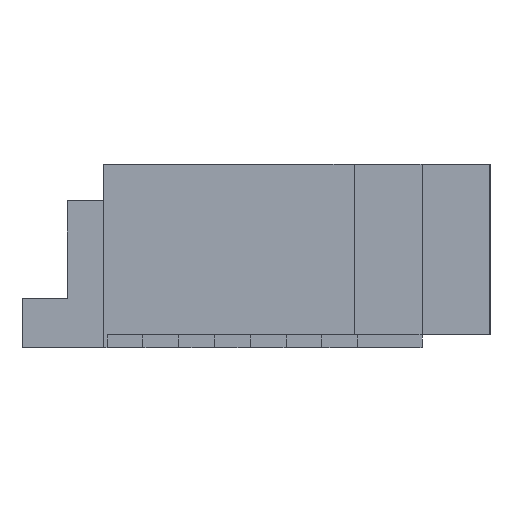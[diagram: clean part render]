
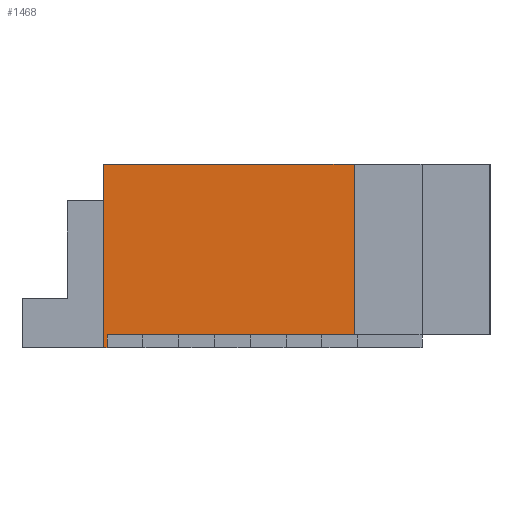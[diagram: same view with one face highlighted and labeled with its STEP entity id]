
A CAD part, left-side view. The second image highlights one B-rep face of the part: STEP entity #1468.
In plain terms, the highlighted planar face has unit normal (-1, 0, 0).
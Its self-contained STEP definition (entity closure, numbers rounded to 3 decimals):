
#370 = VERTEX_POINT('',#371);
#371 = CARTESIAN_POINT('',(-7.935,0.8,2.56));
#377 = EDGE_CURVE('',#370,#378,#380,.T.);
#378 = VERTEX_POINT('',#379);
#379 = CARTESIAN_POINT('',(-7.935,-2.7,2.56));
#380 = LINE('',#381,#382);
#381 = CARTESIAN_POINT('',(-7.935,0.8,2.56));
#382 = VECTOR('',#383,1.);
#383 = DIRECTION('',(0.,-1.,0.));
#1298 = EDGE_CURVE('',#1299,#370,#1301,.T.);
#1299 = VERTEX_POINT('',#1300);
#1300 = CARTESIAN_POINT('',(-7.935,0.8,0.));
#1301 = LINE('',#1302,#1303);
#1302 = CARTESIAN_POINT('',(-7.935,0.8,0.));
#1303 = VECTOR('',#1304,1.);
#1304 = DIRECTION('',(0.,0.,1.));
#1468 = ADVANCED_FACE('',(#1469),#1503,.F.);
#1469 = FACE_BOUND('',#1470,.F.);
#1470 = EDGE_LOOP('',(#1471,#1479,#1480,#1481,#1489,#1497));
#1471 = ORIENTED_EDGE('',*,*,#1472,.F.);
#1472 = EDGE_CURVE('',#1299,#1473,#1475,.T.);
#1473 = VERTEX_POINT('',#1474);
#1474 = CARTESIAN_POINT('',(-7.935,0.75,0.));
#1475 = LINE('',#1476,#1477);
#1476 = CARTESIAN_POINT('',(-7.935,0.8,0.));
#1477 = VECTOR('',#1478,1.);
#1478 = DIRECTION('',(0.,-1.,0.));
#1479 = ORIENTED_EDGE('',*,*,#1298,.T.);
#1480 = ORIENTED_EDGE('',*,*,#377,.T.);
#1481 = ORIENTED_EDGE('',*,*,#1482,.F.);
#1482 = EDGE_CURVE('',#1483,#378,#1485,.T.);
#1483 = VERTEX_POINT('',#1484);
#1484 = CARTESIAN_POINT('',(-7.935,-2.7,0.18));
#1485 = LINE('',#1486,#1487);
#1486 = CARTESIAN_POINT('',(-7.935,-2.7,0.));
#1487 = VECTOR('',#1488,1.);
#1488 = DIRECTION('',(0.,0.,1.));
#1489 = ORIENTED_EDGE('',*,*,#1490,.F.);
#1490 = EDGE_CURVE('',#1491,#1483,#1493,.T.);
#1491 = VERTEX_POINT('',#1492);
#1492 = CARTESIAN_POINT('',(-7.935,0.75,0.18));
#1493 = LINE('',#1494,#1495);
#1494 = CARTESIAN_POINT('',(-7.935,-0.1,0.18));
#1495 = VECTOR('',#1496,1.);
#1496 = DIRECTION('',(0.,-1.,0.));
#1497 = ORIENTED_EDGE('',*,*,#1498,.T.);
#1498 = EDGE_CURVE('',#1491,#1473,#1499,.T.);
#1499 = LINE('',#1500,#1501);
#1500 = CARTESIAN_POINT('',(-7.935,0.75,0.));
#1501 = VECTOR('',#1502,1.);
#1502 = DIRECTION('',(-0.,0.,-1.));
#1503 = PLANE('',#1504);
#1504 = AXIS2_PLACEMENT_3D('',#1505,#1506,#1507);
#1505 = CARTESIAN_POINT('',(-7.935,0.8,0.));
#1506 = DIRECTION('',(1.,0.,0.));
#1507 = DIRECTION('',(0.,-1.,0.));
